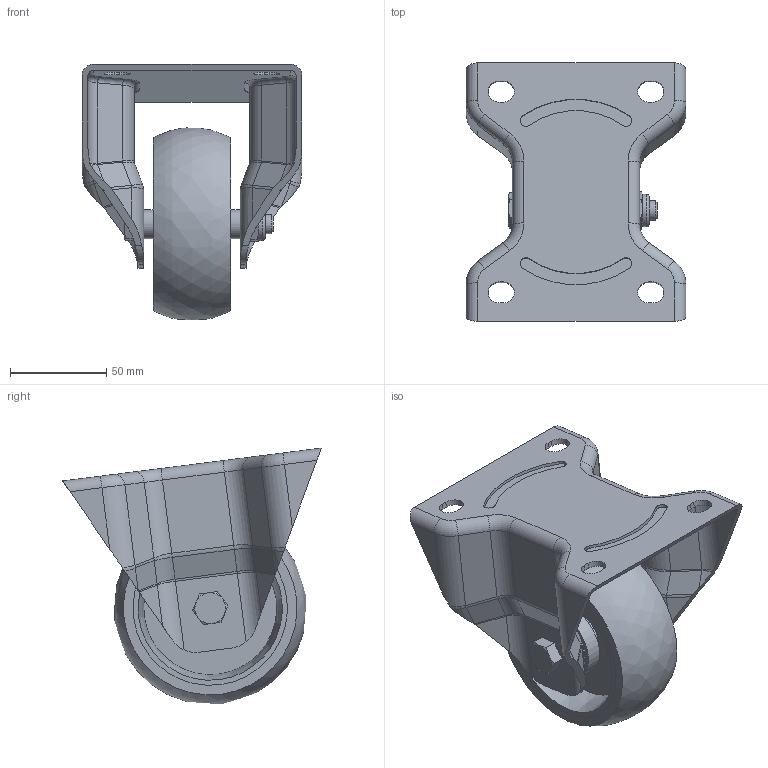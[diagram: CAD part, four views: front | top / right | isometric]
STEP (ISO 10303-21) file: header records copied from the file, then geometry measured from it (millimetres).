
FILE_DESCRIPTION(/* description */ (''),/* implementation_level */ '2;1');
FILE_NAME(/* name */ 'BGPT100KUP3.stp',/* time_stamp */ '2016-07-29T18:20:54+02:00',/* author */ ('Räder Busch'),/* organization */ (''),/* preprocessor_version */ 'ST-DEVELOPER v15.6',/* originating_system */ 'Autodesk Inventor 2015',/* authorisation */ '');
FILE_SCHEMA (('AUTOMOTIVE_DESIGN { 1 0 10303 214 3 1 1 }'));
Length unit declared in the file: millimetre
Products named in the file (8): BGPT100KUP3_Gehaeuse; Rad_BGPT100KUP3; Cadenas PARTsolutions; Cadenas PARTsolutions_1; Cadenas PARTsolutions_2; BGPT100KUP3_Rolle; Buchse_15_12_5.5; BGPT100KUP3
Bounding box: 114 x 133.92 x 132.51 mm (x, y, z)
Volume: 292091.5 mm3; surface area: 136981.9 mm2
Topology: 11 solids, 11 shells, 338 faces, 733 edges, 439 vertices
Faces by surface type: cylinder 144, plane 118, bspline 27, torus 26, cone 23
Full cylindrical faces by diameter (mm): 8.376 x2, 10 x1, 10.2 x2, 10.8 x2, 12 x6, 15 x2, 16 x1, 17 x1, 19.511 x1, 20 x4, 23.4 x2, 25.6 x4, 31.398 x4, 32 x2, 36.539 x2, 80 x2
Entity records: 9661 total; most frequent: CARTESIAN_POINT 2668, DIRECTION 1492, ORIENTED_EDGE 1312, EDGE_CURVE 656, AXIS2_PLACEMENT_3D 614, VERTEX_POINT 415, EDGE_LOOP 403, FACE_OUTER_BOUND 318
